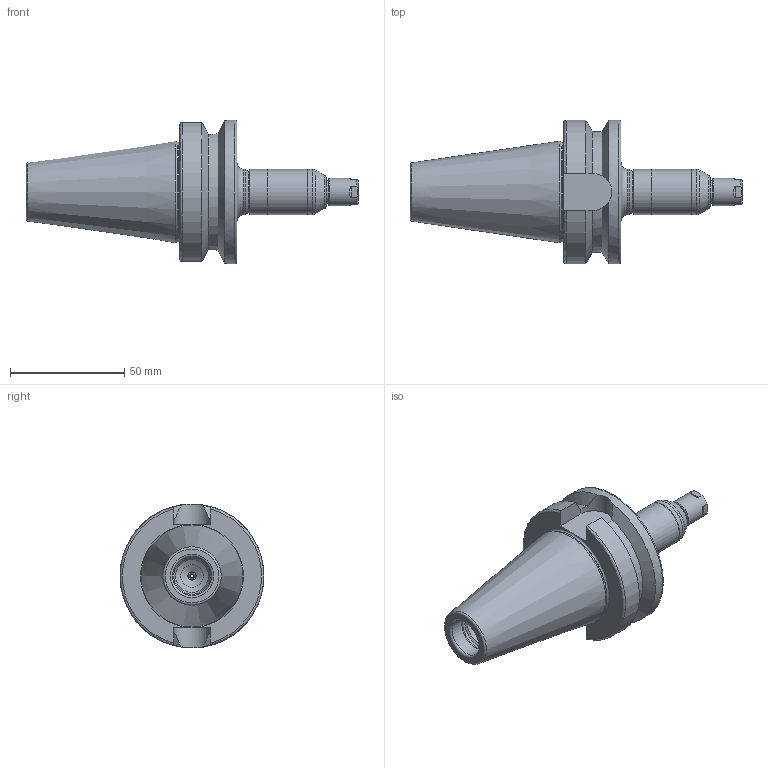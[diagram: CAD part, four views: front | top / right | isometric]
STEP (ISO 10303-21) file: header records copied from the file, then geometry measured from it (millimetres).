
FILE_DESCRIPTION((''),'2;1');
FILE_NAME('245000308080 BT40-SMH8-80-3D.stp','2023-03-29T14:14:50',('nttooll'),(''),'Autodesk Inventor 2012','Autodesk Inventor 2012','');
FILE_SCHEMA(('AUTOMOTIVE_DESIGN { 1 0 10303 214 1 1 1 1 }'));
Length unit declared in the file: millimetre
Products named in the file (1): 245000308080 BT40-SMH8-80-3D
Bounding box: 145.4 x 63 x 63 mm (x, y, z)
Volume: 130856.5 mm3; surface area: 26465.3 mm2
Topology: 1 solids, 1 shells, 98 faces, 210 edges, 128 vertices
Faces by surface type: cylinder 36, cone 27, plane 26, torus 9
Full cylindrical faces by diameter (mm): 1.5 x1, 2.6 x1, 3 x1, 3.5 x1, 3.7 x1, 5.25 x1, 5.4 x1, 6 x1, 7.2 x1, 9 x1, 10 x3, 10.6 x1, 12 x1, 14.25 x1, 16 x1, 17 x1, 17.4 x1, 18 x1, 19.8 x1, 20 x3, 43.5 x1, 63 x1
Entity records: 2496 total; most frequent: CARTESIAN_POINT 575, DIRECTION 408, ORIENTED_EDGE 304, AXIS2_PLACEMENT_3D 187, EDGE_LOOP 170, EDGE_CURVE 152, VERTEX_POINT 126, FACE_OUTER_BOUND 98
